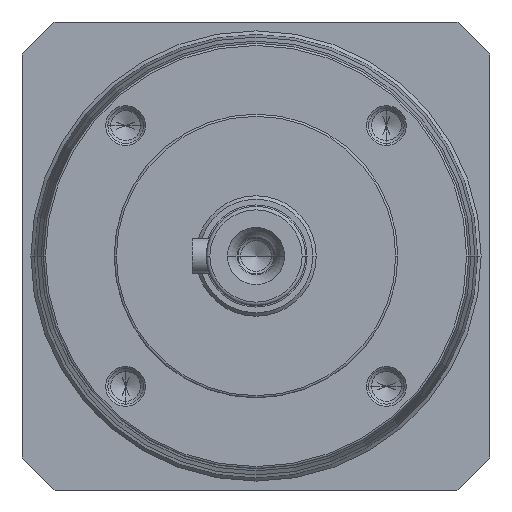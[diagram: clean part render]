
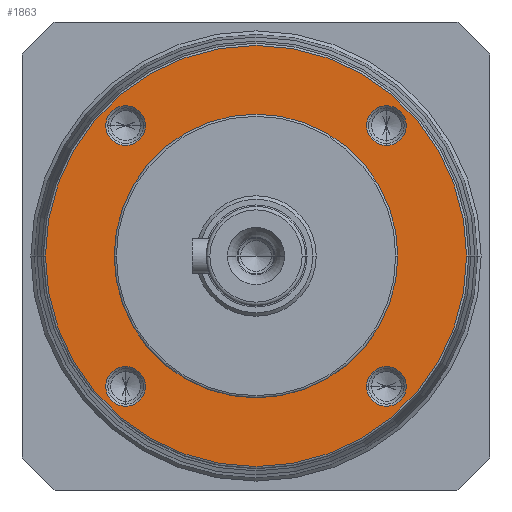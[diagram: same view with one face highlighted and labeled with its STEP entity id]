
A CAD part, left-side view. The second image highlights one B-rep face of the part: STEP entity #1863.
In plain terms, the highlighted planar face has unit normal (-1, 0, 0).
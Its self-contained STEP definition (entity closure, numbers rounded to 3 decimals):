
#1213=CARTESIAN_POINT('',(3.,18.385,18.385));
#1214=DIRECTION('',(1.,0.,0.));
#1215=DIRECTION('',(0.,-1.,0.));
#1216=AXIS2_PLACEMENT_3D('',#1213,#1214,#1215);
#1218=CARTESIAN_POINT('',(3.,18.385,18.385));
#1219=DIRECTION('',(1.,0.,0.));
#1220=DIRECTION('',(0.,1.,0.));
#1221=AXIS2_PLACEMENT_3D('',#1218,#1219,#1220);
#1223=CARTESIAN_POINT('',(3.,18.385,-18.385));
#1224=DIRECTION('',(1.,0.,0.));
#1225=DIRECTION('',(0.,0.,1.));
#1226=AXIS2_PLACEMENT_3D('',#1223,#1224,#1225);
#1228=CARTESIAN_POINT('',(3.,18.385,-18.385));
#1229=DIRECTION('',(1.,0.,0.));
#1230=DIRECTION('',(0.,0.,-1.));
#1231=AXIS2_PLACEMENT_3D('',#1228,#1229,#1230);
#1233=CARTESIAN_POINT('',(3.,-18.385,
-18.385));
#1234=DIRECTION('',(1.,0.,0.));
#1235=DIRECTION('',(0.,1.,0.));
#1236=AXIS2_PLACEMENT_3D('',#1233,#1234,#1235);
#1238=CARTESIAN_POINT('',(3.,-18.385,
-18.385));
#1239=DIRECTION('',(1.,0.,0.));
#1240=DIRECTION('',(0.,-1.,0.));
#1241=AXIS2_PLACEMENT_3D('',#1238,#1239,#1240);
#1243=CARTESIAN_POINT('',(3.,-18.385,18.385));
#1244=DIRECTION('',(1.,0.,0.));
#1245=DIRECTION('',(0.,0.,-1.));
#1246=AXIS2_PLACEMENT_3D('',#1243,#1244,#1245);
#1248=CARTESIAN_POINT('',(3.,-18.385,18.385));
#1249=DIRECTION('',(1.,0.,0.));
#1250=DIRECTION('',(0.,0.,1.));
#1251=AXIS2_PLACEMENT_3D('',#1248,#1249,#1250);
#1253=CARTESIAN_POINT('',(3.,0.,0.));
#1254=DIRECTION('',(-1.,0.,0.));
#1255=DIRECTION('',(0.,1.,0.));
#1256=AXIS2_PLACEMENT_3D('',#1253,#1254,#1255);
#1258=CARTESIAN_POINT('',(3.,0.,0.));
#1259=DIRECTION('',(-1.,0.,0.));
#1260=DIRECTION('',(0.,-1.,0.));
#1261=AXIS2_PLACEMENT_3D('',#1258,#1259,#1260);
#1263=CARTESIAN_POINT('',(3.,0.,0.));
#1264=DIRECTION('',(1.,0.,0.));
#1265=DIRECTION('',(0.,1.,0.));
#1266=AXIS2_PLACEMENT_3D('',#1263,#1264,#1265);
#1268=CARTESIAN_POINT('',(3.,0.,0.));
#1269=DIRECTION('',(1.,0.,0.));
#1270=DIRECTION('',(0.,-1.,0.));
#1271=AXIS2_PLACEMENT_3D('',#1268,#1269,#1270);
#1587=CARTESIAN_POINT('',(3.,15.585,18.385));
#1588=CARTESIAN_POINT('',(3.,21.185,18.385));
#1589=VERTEX_POINT('',#1587);
#1590=VERTEX_POINT('',#1588);
#1591=CARTESIAN_POINT('',(3.,18.385,-15.585));
#1592=CARTESIAN_POINT('',(3.,18.385,-21.185));
#1593=VERTEX_POINT('',#1591);
#1594=VERTEX_POINT('',#1592);
#1595=CARTESIAN_POINT('',(3.,-15.585,
-18.385));
#1596=CARTESIAN_POINT('',(3.,-21.185,
-18.385));
#1597=VERTEX_POINT('',#1595);
#1598=VERTEX_POINT('',#1596);
#1599=CARTESIAN_POINT('',(3.,-18.385,15.585));
#1600=CARTESIAN_POINT('',(3.,-18.385,21.185));
#1601=VERTEX_POINT('',#1599);
#1602=VERTEX_POINT('',#1600);
#1633=CARTESIAN_POINT('',(3.,20.,0.));
#1634=CARTESIAN_POINT('',(3.,-20.,0.));
#1635=VERTEX_POINT('',#1633);
#1636=VERTEX_POINT('',#1634);
#1645=CARTESIAN_POINT('',(3.,29.7,0.));
#1646=CARTESIAN_POINT('',(3.,-29.7,0.));
#1647=VERTEX_POINT('',#1645);
#1648=VERTEX_POINT('',#1646);
#1824=CARTESIAN_POINT('',(3.,0.,0.));
#1825=DIRECTION('',(-1.,0.,0.));
#1826=DIRECTION('',(0.,1.,0.));
#1827=AXIS2_PLACEMENT_3D('',#1824,#1825,#1826);
#1828=PLANE('',#1827);
#1829=ORIENTED_EDGE('',*,*,#1696,.T.);
#1830=ORIENTED_EDGE('',*,*,#1681,.T.);
#1831=EDGE_LOOP('',(#1829,#1830));
#1832=FACE_OUTER_BOUND('',#1831,.F.);
#1834=ORIENTED_EDGE('',*,*,#1833,.F.);
#1836=ORIENTED_EDGE('',*,*,#1835,.F.);
#1837=EDGE_LOOP('',(#1834,#1836));
#1838=FACE_BOUND('',#1837,.F.);
#1840=ORIENTED_EDGE('',*,*,#1839,.F.);
#1842=ORIENTED_EDGE('',*,*,#1841,.F.);
#1843=EDGE_LOOP('',(#1840,#1842));
#1844=FACE_BOUND('',#1843,.F.);
#1846=ORIENTED_EDGE('',*,*,#1845,.F.);
#1848=ORIENTED_EDGE('',*,*,#1847,.F.);
#1849=EDGE_LOOP('',(#1846,#1848));
#1850=FACE_BOUND('',#1849,.F.);
#1852=ORIENTED_EDGE('',*,*,#1851,.T.);
#1854=ORIENTED_EDGE('',*,*,#1853,.T.);
#1855=EDGE_LOOP('',(#1852,#1854));
#1856=FACE_BOUND('',#1855,.F.);
#1858=ORIENTED_EDGE('',*,*,#1857,.F.);
#1860=ORIENTED_EDGE('',*,*,#1859,.F.);
#1861=EDGE_LOOP('',(#1858,#1860));
#1862=FACE_BOUND('',#1861,.F.);
#1863=ADVANCED_FACE('',(#1832,#1838,#1844,#1850,#1856,#1862),#1828,.T.);
#1217=CIRCLE('',#1216,2.8);
#1222=CIRCLE('',#1221,2.8);
#1227=CIRCLE('',#1226,2.8);
#1232=CIRCLE('',#1231,2.8);
#1237=CIRCLE('',#1236,2.8);
#1242=CIRCLE('',#1241,2.8);
#1247=CIRCLE('',#1246,2.8);
#1252=CIRCLE('',#1251,2.8);
#1257=CIRCLE('',#1256,20.);
#1262=CIRCLE('',#1261,20.);
#1267=CIRCLE('',#1266,29.7);
#1272=CIRCLE('',#1271,29.7);
#1681=EDGE_CURVE('',#1648,#1647,#1272,.T.);
#1696=EDGE_CURVE('',#1647,#1648,#1267,.T.);
#1833=EDGE_CURVE('',#1593,#1594,#1227,.T.);
#1835=EDGE_CURVE('',#1594,#1593,#1232,.T.);
#1839=EDGE_CURVE('',#1597,#1598,#1237,.T.);
#1841=EDGE_CURVE('',#1598,#1597,#1242,.T.);
#1845=EDGE_CURVE('',#1601,#1602,#1247,.T.);
#1847=EDGE_CURVE('',#1602,#1601,#1252,.T.);
#1851=EDGE_CURVE('',#1635,#1636,#1257,.T.);
#1853=EDGE_CURVE('',#1636,#1635,#1262,.T.);
#1857=EDGE_CURVE('',#1589,#1590,#1217,.T.);
#1859=EDGE_CURVE('',#1590,#1589,#1222,.T.);
